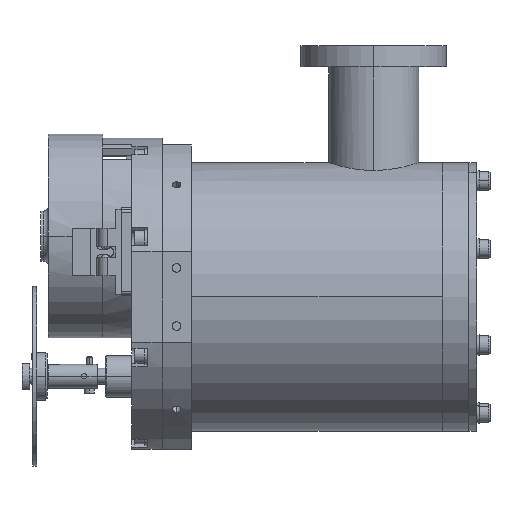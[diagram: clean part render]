
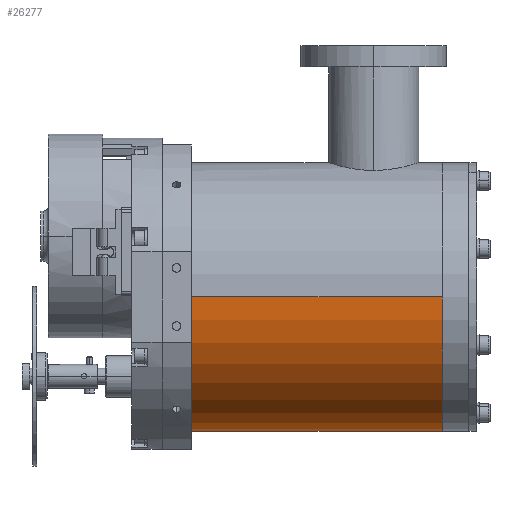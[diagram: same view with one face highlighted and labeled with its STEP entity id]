
A CAD part, left-side view. The second image highlights one B-rep face of the part: STEP entity #26277.
In plain terms, the highlighted cylindrical face has radius 50.8 mm (diameter 101.6 mm), a partial arc.
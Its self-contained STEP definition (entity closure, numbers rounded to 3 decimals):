
#519 = EDGE_CURVE ( 'NONE', #23540, #11887, #7901, .T. ) ;
#699 = ORIENTED_EDGE ( 'NONE', *, *, #519, .T. ) ;
#1959 = DIRECTION ( 'NONE',  ( 0., 0., 1. ) ) ;
#2992 = AXIS2_PLACEMENT_3D ( 'NONE', #20379, #1959, #18471 ) ;
#3474 = CARTESIAN_POINT ( 'NONE',  ( 50.8, 0., -48. ) ) ;
#3847 = DIRECTION ( 'NONE',  ( 0., 0., 1. ) ) ;
#4097 = CARTESIAN_POINT ( 'NONE',  ( 50.8, 0., 48. ) ) ;
#4490 = CARTESIAN_POINT ( 'NONE',  ( 50.8, 0., -48. ) ) ;
#5043 = AXIS2_PLACEMENT_3D ( 'NONE', #10054, #12139, #10132 ) ;
#5452 = FACE_OUTER_BOUND ( 'NONE', #17360, .T. ) ;
#6912 = VECTOR ( 'NONE', #3847, 1000. ) ;
#7901 = LINE ( 'NONE', #24544, #6912 ) ;
#8785 = CARTESIAN_POINT ( 'NONE',  ( -50.8, 0., 48. ) ) ;
#9530 = EDGE_CURVE ( 'NONE', #18306, #11887, #11189, .T. ) ;
#10052 = EDGE_CURVE ( 'NONE', #16231, #23540, #17650, .T. ) ;
#10054 = CARTESIAN_POINT ( 'NONE',  ( 0., 0., -48. ) ) ;
#10132 = DIRECTION ( 'NONE',  ( 1., 0., 0. ) ) ;
#10170 = DIRECTION ( 'NONE',  ( 1., 0., 0. ) ) ;
#11189 = CIRCLE ( 'NONE', #16325, 50.8 ) ;
#11887 = VERTEX_POINT ( 'NONE', #8785 ) ;
#12135 = ORIENTED_EDGE ( 'NONE', *, *, #10052, .T. ) ;
#12139 = DIRECTION ( 'NONE',  ( 0., 0., 1. ) ) ;
#12874 = DIRECTION ( 'NONE',  ( 0., 0., 1. ) ) ;
#14332 = VECTOR ( 'NONE', #12874, 1000. ) ;
#15059 = ORIENTED_EDGE ( 'NONE', *, *, #19731, .F. ) ;
#16231 = VERTEX_POINT ( 'NONE', #3474 ) ;
#16325 = AXIS2_PLACEMENT_3D ( 'NONE', #18570, #20659, #10170 ) ;
#17360 = EDGE_LOOP ( 'NONE', ( #12135, #699, #17512, #15059 ) ) ;
#17512 = ORIENTED_EDGE ( 'NONE', *, *, #9530, .F. ) ;
#17650 = CIRCLE ( 'NONE', #5043, 50.8 ) ;
#18306 = VERTEX_POINT ( 'NONE', #4097 ) ;
#18471 = DIRECTION ( 'NONE',  ( 1., 0., 0. ) ) ;
#18512 = LINE ( 'NONE', #4490, #14332 ) ;
#18570 = CARTESIAN_POINT ( 'NONE',  ( 0., 0., 48. ) ) ;
#19731 = EDGE_CURVE ( 'NONE', #16231, #18306, #18512, .T. ) ;
#20285 = CARTESIAN_POINT ( 'NONE',  ( -50.8, 0., -48. ) ) ;
#20379 = CARTESIAN_POINT ( 'NONE',  ( 0., 0., -48. ) ) ;
#20659 = DIRECTION ( 'NONE',  ( 0., 0., 1. ) ) ;
#23540 = VERTEX_POINT ( 'NONE', #20285 ) ;
#23962 = CYLINDRICAL_SURFACE ( 'NONE', #2992, 50.8 ) ;
#24544 = CARTESIAN_POINT ( 'NONE',  ( -50.8, 0., -48. ) ) ;
#26277 = ADVANCED_FACE ( 'NONE', ( #5452 ), #23962, .T. ) ;
